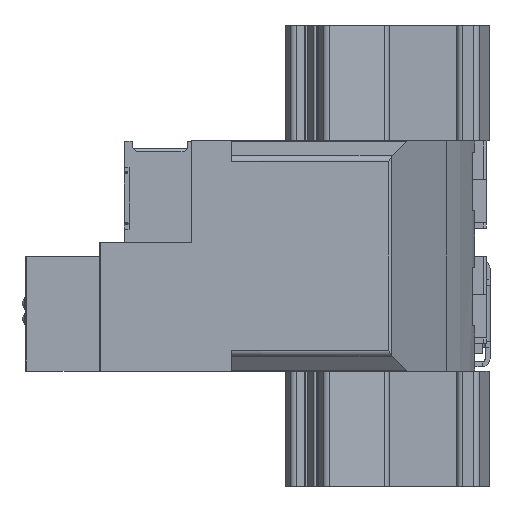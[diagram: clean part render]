
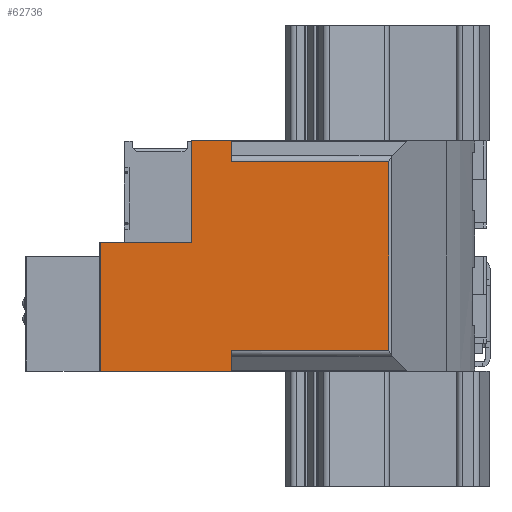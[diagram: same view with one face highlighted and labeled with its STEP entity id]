
A CAD part, left-side view. The second image highlights one B-rep face of the part: STEP entity #62736.
In plain terms, the highlighted planar face has unit normal (-1, 0, 0).
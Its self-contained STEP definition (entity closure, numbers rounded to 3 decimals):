
#3582=ORIENTED_EDGE('',*,*,#17547,.T.);
#3583=ORIENTED_EDGE('',*,*,#17561,.T.);
#3584=ORIENTED_EDGE('',*,*,#17562,.T.);
#3585=ORIENTED_EDGE('',*,*,#17563,.F.);
#3586=ORIENTED_EDGE('',*,*,#17564,.F.);
#3587=ORIENTED_EDGE('',*,*,#17565,.T.);
#3588=ORIENTED_EDGE('',*,*,#16698,.F.);
#3589=ORIENTED_EDGE('',*,*,#16761,.F.);
#3590=ORIENTED_EDGE('',*,*,#17393,.T.);
#3591=ORIENTED_EDGE('',*,*,#17559,.T.);
#16698=EDGE_CURVE('',#23766,#23767,#28508,.T.);
#16761=EDGE_CURVE('',#23827,#23766,#28548,.T.);
#17393=EDGE_CURVE('',#23827,#24390,#29057,.T.);
#17547=EDGE_CURVE('',#24516,#24515,#29153,.T.);
#17559=EDGE_CURVE('',#24390,#24516,#29162,.T.);
#17561=EDGE_CURVE('',#24515,#24524,#29164,.T.);
#17562=EDGE_CURVE('',#24524,#24525,#29165,.T.);
#17563=EDGE_CURVE('',#24526,#24525,#29166,.T.);
#17564=EDGE_CURVE('',#24527,#24526,#29167,.T.);
#17565=EDGE_CURVE('',#24527,#23767,#29168,.T.);
#23766=VERTEX_POINT('',#83215);
#23767=VERTEX_POINT('',#83217);
#23827=VERTEX_POINT('',#83340);
#24390=VERTEX_POINT('',#84599);
#24515=VERTEX_POINT('',#84931);
#24516=VERTEX_POINT('',#84933);
#24524=VERTEX_POINT('',#84957);
#24525=VERTEX_POINT('',#84959);
#24526=VERTEX_POINT('',#84961);
#24527=VERTEX_POINT('',#84963);
#28508=LINE('',#83216,#34077);
#28548=LINE('',#83341,#34117);
#29057=LINE('',#84600,#34626);
#29153=LINE('',#84932,#34722);
#29162=LINE('',#84953,#34731);
#29164=LINE('',#84956,#34733);
#29165=LINE('',#84958,#34734);
#29166=LINE('',#84960,#34735);
#29167=LINE('',#84962,#34736);
#29168=LINE('',#84964,#34737);
#34077=VECTOR('',#69474,1000.);
#34117=VECTOR('',#69562,1000.);
#34626=VECTOR('',#70445,1000.);
#34722=VECTOR('',#70699,1000.);
#34731=VECTOR('',#70716,1000.);
#34733=VECTOR('',#70720,1000.);
#34734=VECTOR('',#70721,1000.);
#34735=VECTOR('',#70722,1000.);
#34736=VECTOR('',#70723,1000.);
#34737=VECTOR('',#70724,1000.);
#39580=EDGE_LOOP('',(#3582,#3583,#3584,#3585,#3586,#3587,#3588,#3589,#3590,
#3591));
#42367=FACE_BOUND('',#39580,.T.);
#45096=PLANE('',#65532);
#62736=ADVANCED_FACE('',(#42367),#45096,.F.);
#65532=AXIS2_PLACEMENT_3D('',#84955,#70718,#70719);
#69474=DIRECTION('',(0.,-1.,0.));
#69562=DIRECTION('',(0.,0.,1.));
#70445=DIRECTION('',(0.,1.,0.));
#70699=DIRECTION('',(0.,-1.,0.));
#70716=DIRECTION('',(0.,0.,-1.));
#70718=DIRECTION('',(1.,0.,0.));
#70719=DIRECTION('',(0.,0.,-1.));
#70720=DIRECTION('',(0.,0.,1.));
#70721=DIRECTION('',(0.,-1.,0.));
#70722=DIRECTION('',(0.,0.,-1.));
#70723=DIRECTION('',(0.,-1.,0.));
#70724=DIRECTION('',(0.,0.,1.));
#83215=CARTESIAN_POINT('',(-62.15,47.8,18.945));
#83216=CARTESIAN_POINT('',(-62.15,62.8,18.945));
#83217=CARTESIAN_POINT('',(-62.15,41.3,18.945));
#83340=CARTESIAN_POINT('',(-62.15,47.8,2.295));
#83341=CARTESIAN_POINT('',(-62.15,47.8,2.295));
#84599=CARTESIAN_POINT('',(-62.15,62.8,2.295));
#84600=CARTESIAN_POINT('',(-62.15,47.8,2.295));
#84931=CARTESIAN_POINT('',(-62.15,41.3,-18.945));
#84932=CARTESIAN_POINT('',(-62.15,62.8,-18.945));
#84933=CARTESIAN_POINT('',(-62.15,62.8,-18.945));
#84953=CARTESIAN_POINT('',(-62.15,62.8,18.945));
#84955=CARTESIAN_POINT('',(-62.15,62.8,18.945));
#84956=CARTESIAN_POINT('',(-62.15,41.3,18.945));
#84957=CARTESIAN_POINT('',(-62.15,41.3,-15.545));
#84958=CARTESIAN_POINT('',(-62.15,41.3,-15.545));
#84959=CARTESIAN_POINT('',(-62.15,15.393,-15.545));
#84960=CARTESIAN_POINT('',(-62.15,15.393,18.945));
#84961=CARTESIAN_POINT('',(-62.15,15.393,15.545));
#84962=CARTESIAN_POINT('',(-62.15,41.3,15.545));
#84963=CARTESIAN_POINT('',(-62.15,41.3,15.545));
#84964=CARTESIAN_POINT('',(-62.15,41.3,18.945));
